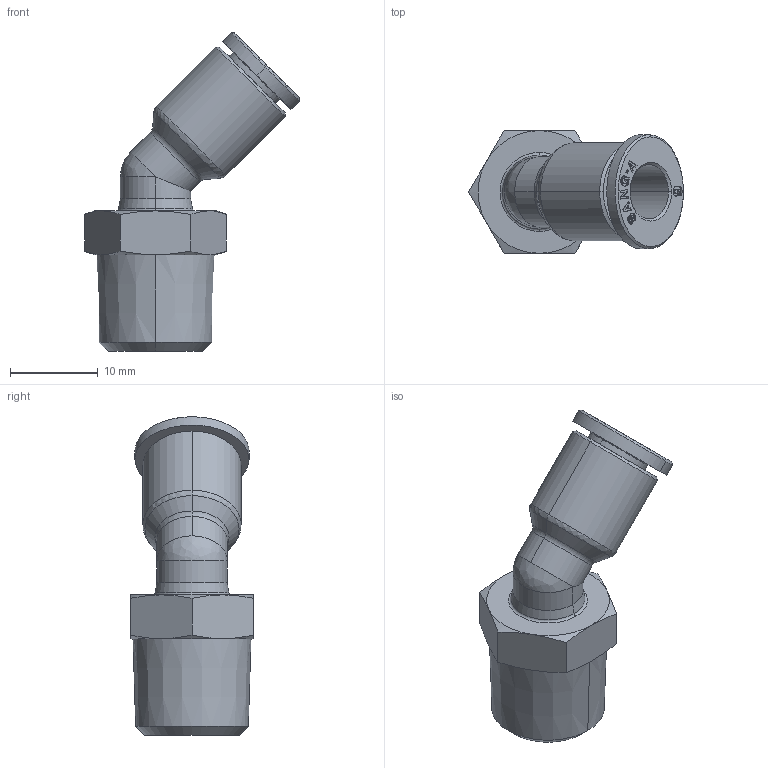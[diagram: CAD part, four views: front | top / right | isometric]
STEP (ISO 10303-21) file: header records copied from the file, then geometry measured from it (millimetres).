
FILE_DESCRIPTION (( 'STEP AP214' ), '1' );
FILE_NAME ('PL06-02 45.stp', '2015-09-07T14:55:56', ( '' ), ( '' ), 'SwSTEP 2.0', 'SolidWorks 2015', '' );
FILE_SCHEMA (( 'AUTOMOTIVE_DESIGN' ));
Length unit declared in the file: millimetre
Products named in the file (2): ｦ+ﾃｦ1; PL06-02 45
Assembly tree (1 placements, depth 2):
  PL06-02 45
    ｦ+ﾃｦ1
Bounding box: 24.49 x 14 x 36.3 mm (x, y, z)
Volume: 3028.6 mm3; surface area: 2404.7 mm2
Topology: 1 solids, 1 shells, 265 faces, 706 edges, 456 vertices
Faces by surface type: plane 177, bspline 35, cone 28, cylinder 21, torus 4
Entity records: 9923 total; most frequent: CARTESIAN_POINT 3040, ORIENTED_EDGE 1406, DIRECTION 1145, EDGE_CURVE 703, VECTOR 521, LINE 521, VERTEX_POINT 456, AXIS2_PLACEMENT_3D 312
